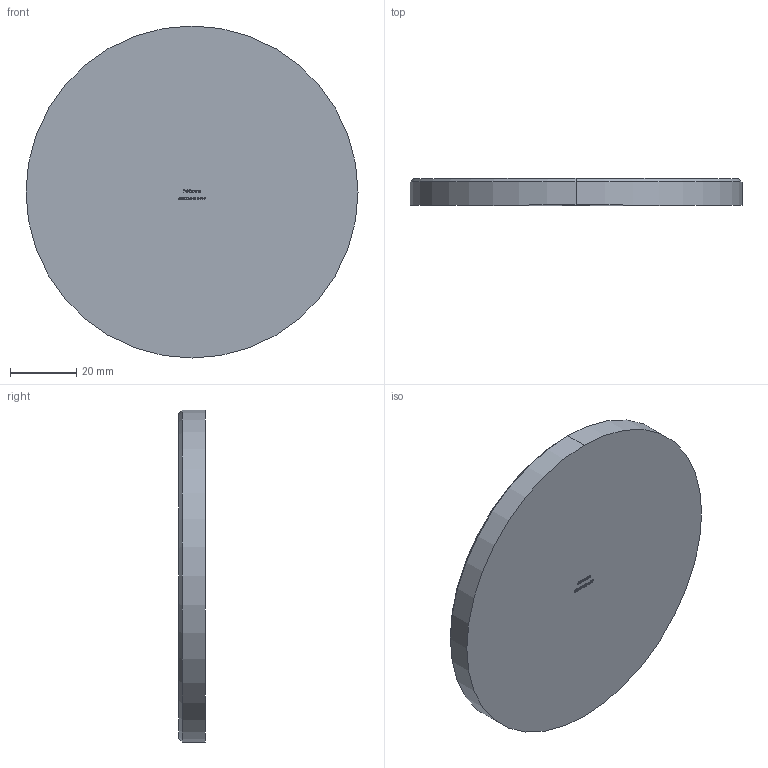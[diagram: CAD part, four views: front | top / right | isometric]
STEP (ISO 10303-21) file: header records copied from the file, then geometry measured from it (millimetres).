
FILE_DESCRIPTION (( 'STEP AP203' ), '1' );
FILE_NAME ('53100-240-8-R-F.STEP', '2020-10-22T07:51:42', ( '' ), ( '' ), 'SwSTEP 2.0', 'SolidWorks 2018', '' );
FILE_SCHEMA (( 'CONFIG_CONTROL_DESIGN' ));
Length unit declared in the file: millimetre
Products named in the file (2): 53100-240-8-R-F
Bounding box: 100 x 8 x 100 mm (x, y, z)
Volume: 62675.6 mm3; surface area: 18043.1 mm2
Topology: 1 solids, 1 shells, 289 faces, 760 edges, 506 vertices
Faces by surface type: plane 160, bspline 125, cone 2, cylinder 2
Entity records: 16105 total; most frequent: CARTESIAN_POINT 9658, ORIENTED_EDGE 1520, DIRECTION 848, EDGE_CURVE 760, VERTEX_POINT 506, LINE 504, VECTOR 504, EDGE_LOOP 322
